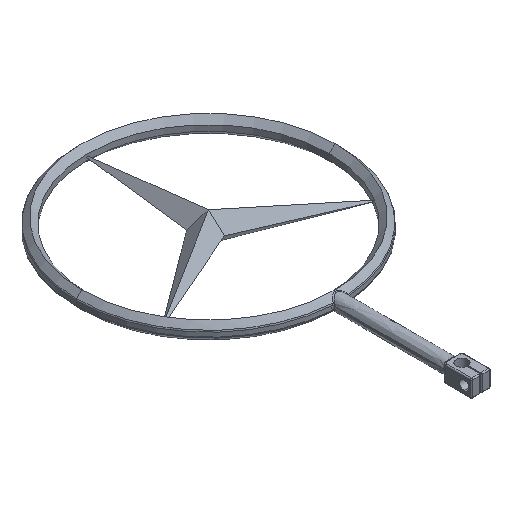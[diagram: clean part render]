
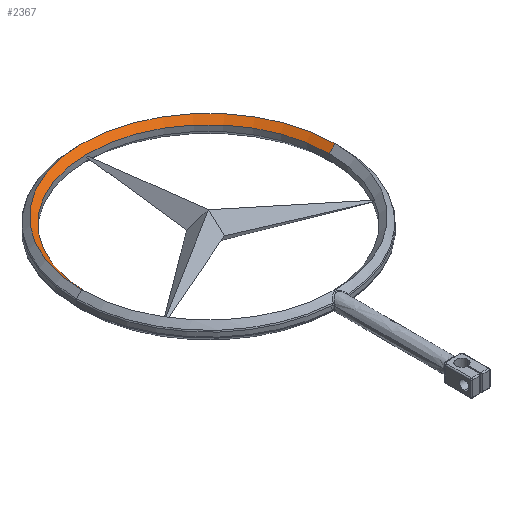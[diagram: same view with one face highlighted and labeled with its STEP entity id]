
A CAD part, isometric view. The second image highlights one B-rep face of the part: STEP entity #2367.
In plain terms, the highlighted conical face has half-angle 45 degrees and reference radius 21 mm.
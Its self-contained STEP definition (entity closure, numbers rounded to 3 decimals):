
#16 = AXIS2_PLACEMENT_3D ( 'NONE', #319, #69, #835 ) ;
#69 = DIRECTION ( 'NONE',  ( 0., 0., 1. ) ) ;
#319 = CARTESIAN_POINT ( 'NONE',  ( -3.347, -13.369, 1.99 ) ) ;
#581 = VERTEX_POINT ( 'NONE', #3139 ) ;
#604 = DIRECTION ( 'NONE',  ( 0.707, 0., 0.707 ) ) ;
#618 = DIRECTION ( 'NONE',  ( 1., 0., 0. ) ) ;
#835 = DIRECTION ( 'NONE',  ( 1., 0., 0. ) ) ;
#1003 = EDGE_CURVE ( 'NONE', #1986, #2176, #1861, .T. ) ;
#1032 = LINE ( 'NONE', #2097, #1159 ) ;
#1073 = AXIS2_PLACEMENT_3D ( 'NONE', #3272, #1418, #618 ) ;
#1159 = VECTOR ( 'NONE', #2906, 1000. ) ;
#1277 = FACE_OUTER_BOUND ( 'NONE', #1958, .T. ) ;
#1349 = ORIENTED_EDGE ( 'NONE', *, *, #1748, .T. ) ;
#1388 = CARTESIAN_POINT ( 'NONE',  ( 17.653, -13.369, 1.99 ) ) ;
#1416 = ORIENTED_EDGE ( 'NONE', *, *, #1003, .F. ) ;
#1418 = DIRECTION ( 'NONE',  ( 0., 0., 1. ) ) ;
#1424 = CARTESIAN_POINT ( 'NONE',  ( 17.653, -13.369, 1.99 ) ) ;
#1748 = EDGE_CURVE ( 'NONE', #1986, #581, #3085, .T. ) ;
#1861 = CIRCLE ( 'NONE', #16, 21. ) ;
#1958 = EDGE_LOOP ( 'NONE', ( #2296, #1416, #1349, #2673 ) ) ;
#1986 = VERTEX_POINT ( 'NONE', #1388 ) ;
#2047 = AXIS2_PLACEMENT_3D ( 'NONE', #2129, #2332, #3184 ) ;
#2097 = CARTESIAN_POINT ( 'NONE',  ( -24.347, -13.369, 1.99 ) ) ;
#2129 = CARTESIAN_POINT ( 'NONE',  ( -3.347, -13.369, 1.99 ) ) ;
#2176 = VERTEX_POINT ( 'NONE', #2288 ) ;
#2288 = CARTESIAN_POINT ( 'NONE',  ( -24.347, -13.369, 1.99 ) ) ;
#2296 = ORIENTED_EDGE ( 'NONE', *, *, #3294, .F. ) ;
#2332 = DIRECTION ( 'NONE',  ( 0., 0., 1. ) ) ;
#2367 = ADVANCED_FACE ( 'NONE', ( #1277 ), #2655, .F. ) ;
#2655 = CONICAL_SURFACE ( 'NONE', #2047, 21., 0.785 ) ;
#2673 = ORIENTED_EDGE ( 'NONE', *, *, #3021, .T. ) ;
#2780 = CARTESIAN_POINT ( 'NONE',  ( -25.347, -13.369, 2.99 ) ) ;
#2906 = DIRECTION ( 'NONE',  ( -0.707, 0., 0.707 ) ) ;
#3021 = EDGE_CURVE ( 'NONE', #581, #3034, #3147, .T. ) ;
#3034 = VERTEX_POINT ( 'NONE', #2780 ) ;
#3085 = LINE ( 'NONE', #1424, #3148 ) ;
#3139 = CARTESIAN_POINT ( 'NONE',  ( 18.653, -13.369, 2.99 ) ) ;
#3147 = CIRCLE ( 'NONE', #1073, 22. ) ;
#3148 = VECTOR ( 'NONE', #604, 1000. ) ;
#3184 = DIRECTION ( 'NONE',  ( 1., 0., 0. ) ) ;
#3272 = CARTESIAN_POINT ( 'NONE',  ( -3.347, -13.369, 2.99 ) ) ;
#3294 = EDGE_CURVE ( 'NONE', #2176, #3034, #1032, .T. ) ;
